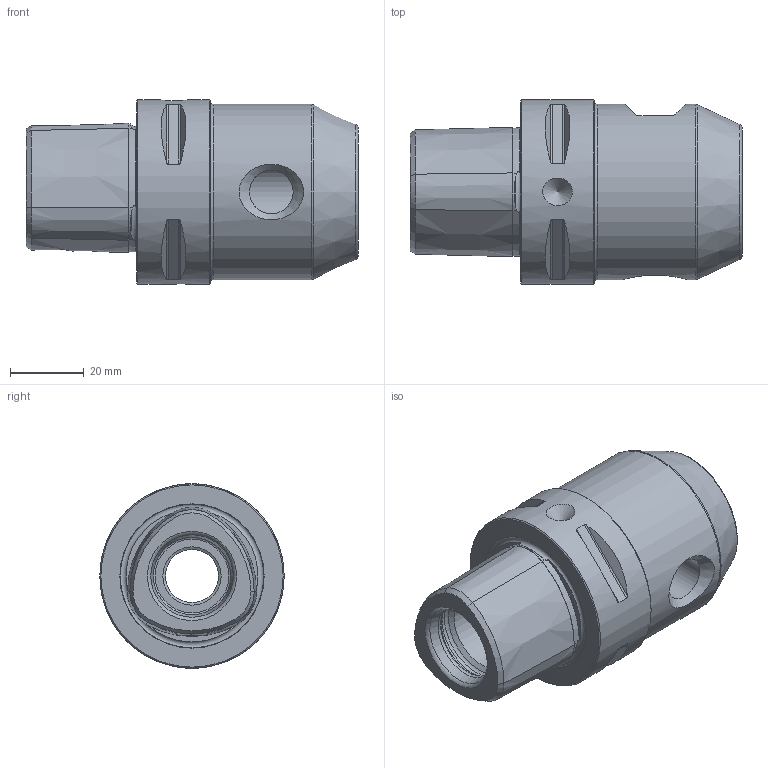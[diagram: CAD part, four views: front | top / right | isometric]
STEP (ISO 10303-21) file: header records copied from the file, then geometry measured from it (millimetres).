
FILE_DESCRIPTION( ( 'Unknown' ), '1' );
FILE_NAME( '280531630-C.stp', 'Unknown', ( 'Unknown' ), ( 'Unknown' ), 'PSStep 15.0.49', 'Unknown', ' ' );
FILE_SCHEMA( ( 'AUTOMOTIVE_DESIGN { 1 0 10303 214 1 1 1 1 }' ) );
Length unit declared in the file: millimetre
Products named in the file (1): 1
Bounding box: 90 x 50 x 50 mm (x, y, z)
Volume: 107942.3 mm3; surface area: 20388.7 mm2
Topology: 1 solids, 1 shells, 98 faces, 241 edges, 149 vertices
Faces by surface type: cone 45, plane 23, cylinder 21, torus 9
Full cylindrical faces by diameter (mm): 4 x1, 6.1 x2, 11.835 x1, 14.376 x2, 16 x1, 16.5 x1, 21 x2, 24 x1, 47.5 x1, 50 x1
Entity records: 3955 total; most frequent: CARTESIAN_POINT 1162, DIRECTION 414, ORIENTED_EDGE 356, AXIS2_PLACEMENT_3D 181, EDGE_CURVE 178, EDGE_LOOP 149, VERTEX_POINT 130, FACE_OUTER_BOUND 120
